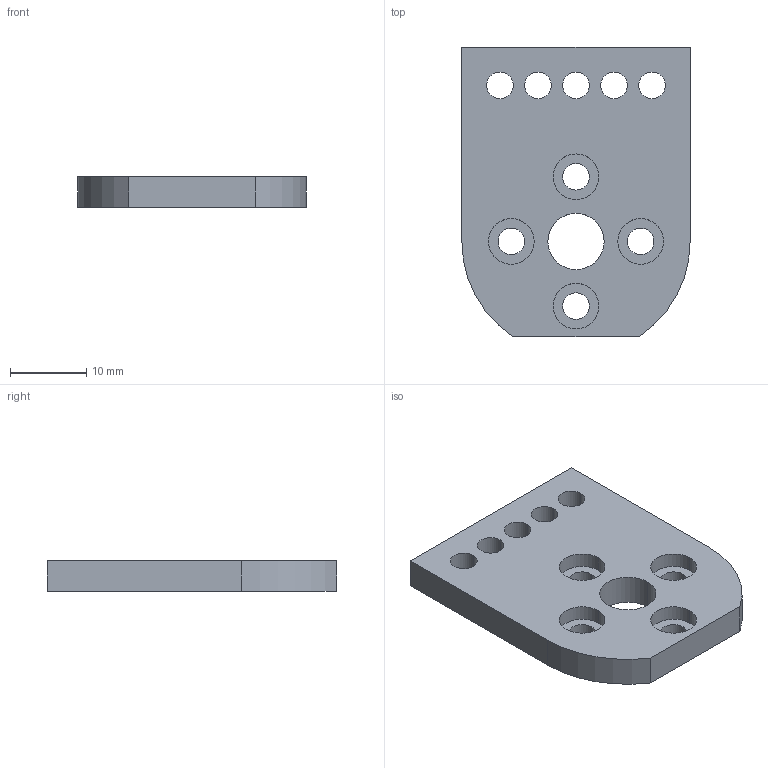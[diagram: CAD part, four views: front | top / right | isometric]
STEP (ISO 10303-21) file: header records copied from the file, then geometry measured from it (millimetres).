
FILE_DESCRIPTION (( 'STEP AP214' ), '1' );
FILE_NAME ('25mm DC motor bracket.STEP', '2021-06-04T10:48:11', ( '' ), ( '' ), 'SwSTEP 2.0', 'SolidWorks 2016', '' );
FILE_SCHEMA (( 'AUTOMOTIVE_DESIGN' ));
Length unit declared in the file: millimetre
Products named in the file (2): 25mm DC motor bracket
Bounding box: 30 x 38 x 4 mm (x, y, z)
Volume: 3693.6 mm3; surface area: 2981.6 mm2
Topology: 1 solids, 1 shells, 40 faces, 102 edges, 68 vertices
Faces by surface type: cylinder 30, plane 10
Entity records: 1335 total; most frequent: DIRECTION 246, CARTESIAN_POINT 212, ORIENTED_EDGE 204, EDGE_CURVE 102, AXIS2_PLACEMENT_3D 102, VERTEX_POINT 68, EDGE_LOOP 64, CIRCLE 60
